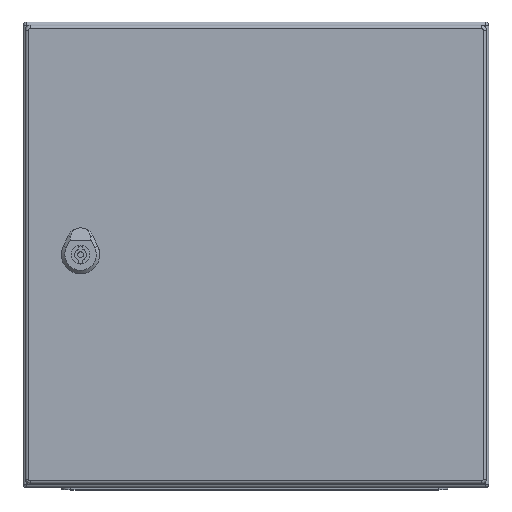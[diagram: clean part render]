
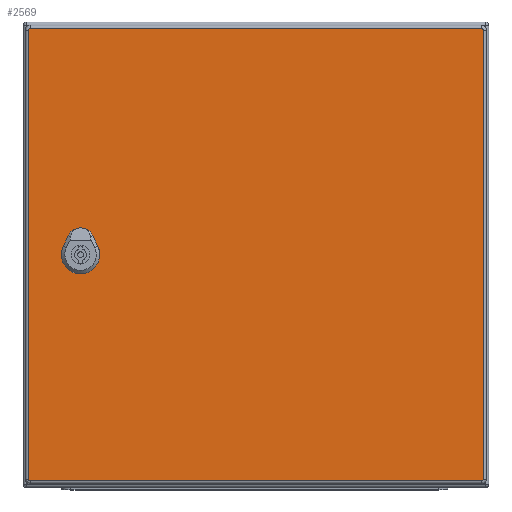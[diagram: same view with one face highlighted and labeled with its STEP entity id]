
A CAD part, top view. The second image highlights one B-rep face of the part: STEP entity #2569.
In plain terms, the highlighted face is planar.
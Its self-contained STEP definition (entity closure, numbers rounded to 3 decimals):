
#1528=FACE_BOUND('',#3881,.T.);
#1529=FACE_BOUND('',#3882,.T.);
#2119=CIRCLE('',#10564,11.25);
#2120=CIRCLE('',#10565,11.25);
#2121=CIRCLE('',#10566,11.25);
#2122=CIRCLE('',#10567,11.25);
#2123=CIRCLE('',#10568,1.4);
#2124=CIRCLE('',#10569,1.4);
#2125=CIRCLE('',#10570,1.4);
#2126=CIRCLE('',#10571,1.4);
#2569=ADVANCED_FACE('',(#1528,#1529),#2872,.F.);
#2872=PLANE('',#10572);
#3881=EDGE_LOOP('',(#5621,#5622,#5623,#5624,#5625,#5626,#5627,#5628));
#3882=EDGE_LOOP('',(#5629,#5630,#5631,#5632,#5633,#5634,#5635,#5636));
#5621=ORIENTED_EDGE('',*,*,#8141,.T.);
#5622=ORIENTED_EDGE('',*,*,#8142,.T.);
#5623=ORIENTED_EDGE('',*,*,#8143,.T.);
#5624=ORIENTED_EDGE('',*,*,#8144,.T.);
#5625=ORIENTED_EDGE('',*,*,#8145,.T.);
#5626=ORIENTED_EDGE('',*,*,#8146,.T.);
#5627=ORIENTED_EDGE('',*,*,#8147,.T.);
#5628=ORIENTED_EDGE('',*,*,#8148,.T.);
#5629=ORIENTED_EDGE('',*,*,#8149,.F.);
#5630=ORIENTED_EDGE('',*,*,#8150,.F.);
#5631=ORIENTED_EDGE('',*,*,#8151,.F.);
#5632=ORIENTED_EDGE('',*,*,#8152,.F.);
#5633=ORIENTED_EDGE('',*,*,#8153,.F.);
#5634=ORIENTED_EDGE('',*,*,#8154,.F.);
#5635=ORIENTED_EDGE('',*,*,#8155,.F.);
#5636=ORIENTED_EDGE('',*,*,#8156,.F.);
#7083=VERTEX_POINT('',#15685);
#7084=VERTEX_POINT('',#15686);
#7085=VERTEX_POINT('',#15688);
#7086=VERTEX_POINT('',#15690);
#7087=VERTEX_POINT('',#15692);
#7088=VERTEX_POINT('',#15694);
#7089=VERTEX_POINT('',#15696);
#7090=VERTEX_POINT('',#15698);
#7091=VERTEX_POINT('',#15701);
#7092=VERTEX_POINT('',#15702);
#7093=VERTEX_POINT('',#15704);
#7094=VERTEX_POINT('',#15706);
#7095=VERTEX_POINT('',#15708);
#7096=VERTEX_POINT('',#15710);
#7097=VERTEX_POINT('',#15712);
#7098=VERTEX_POINT('',#15714);
#8141=EDGE_CURVE('',#7083,#7084,#8971,.T.);
#8142=EDGE_CURVE('',#7084,#7085,#2119,.T.);
#8143=EDGE_CURVE('',#7085,#7086,#8972,.T.);
#8144=EDGE_CURVE('',#7086,#7087,#2120,.T.);
#8145=EDGE_CURVE('',#7087,#7088,#8973,.T.);
#8146=EDGE_CURVE('',#7088,#7089,#2121,.T.);
#8147=EDGE_CURVE('',#7089,#7090,#8974,.T.);
#8148=EDGE_CURVE('',#7090,#7083,#2122,.T.);
#8149=EDGE_CURVE('',#7091,#7092,#2123,.T.);
#8150=EDGE_CURVE('',#7093,#7091,#8975,.T.);
#8151=EDGE_CURVE('',#7094,#7093,#2124,.T.);
#8152=EDGE_CURVE('',#7095,#7094,#8976,.T.);
#8153=EDGE_CURVE('',#7096,#7095,#2125,.T.);
#8154=EDGE_CURVE('',#7097,#7096,#8977,.T.);
#8155=EDGE_CURVE('',#7098,#7097,#2126,.T.);
#8156=EDGE_CURVE('',#7092,#7098,#8978,.T.);
#8971=LINE('',#15684,#9657);
#8972=LINE('',#15689,#9658);
#8973=LINE('',#15693,#9659);
#8974=LINE('',#15697,#9660);
#8975=LINE('',#15703,#9661);
#8976=LINE('',#15707,#9662);
#8977=LINE('',#15711,#9663);
#8978=LINE('',#15715,#9664);
#9657=VECTOR('',#12669,1.);
#9658=VECTOR('',#12672,1.);
#9659=VECTOR('',#12675,1.);
#9660=VECTOR('',#12678,1.);
#9661=VECTOR('',#12683,1.);
#9662=VECTOR('',#12686,1.);
#9663=VECTOR('',#12689,1.);
#9664=VECTOR('',#12692,1.);
#10564=AXIS2_PLACEMENT_3D('',#15687,#12670,#12671);
#10565=AXIS2_PLACEMENT_3D('',#15691,#12673,#12674);
#10566=AXIS2_PLACEMENT_3D('',#15695,#12676,#12677);
#10567=AXIS2_PLACEMENT_3D('',#15699,#12679,#12680);
#10568=AXIS2_PLACEMENT_3D('',#15700,#12681,#12682);
#10569=AXIS2_PLACEMENT_3D('',#15705,#12684,#12685);
#10570=AXIS2_PLACEMENT_3D('',#15709,#12687,#12688);
#10571=AXIS2_PLACEMENT_3D('',#15713,#12690,#12691);
#10572=AXIS2_PLACEMENT_3D('',#15716,#12693,#12694);
#12669=DIRECTION('',(-1.,0.,0.));
#12670=DIRECTION('',(0.,0.,1.));
#12671=DIRECTION('',(1.,0.,0.));
#12672=DIRECTION('',(0.,-1.,0.));
#12673=DIRECTION('',(0.,0.,1.));
#12674=DIRECTION('',(1.,0.,0.));
#12675=DIRECTION('',(1.,0.,0.));
#12676=DIRECTION('',(0.,0.,1.));
#12677=DIRECTION('',(1.,0.,0.));
#12678=DIRECTION('',(0.,1.,0.));
#12679=DIRECTION('',(0.,0.,1.));
#12680=DIRECTION('',(1.,0.,0.));
#12681=DIRECTION('',(0.,0.,1.));
#12682=DIRECTION('',(1.,0.,0.));
#12683=DIRECTION('',(0.,-1.,0.));
#12684=DIRECTION('',(0.,0.,1.));
#12685=DIRECTION('',(1.,0.,0.));
#12686=DIRECTION('',(-1.,0.,0.));
#12687=DIRECTION('',(0.,0.,1.));
#12688=DIRECTION('',(1.,0.,0.));
#12689=DIRECTION('',(0.,1.,0.));
#12690=DIRECTION('',(0.,0.,1.));
#12691=DIRECTION('',(1.,0.,0.));
#12692=DIRECTION('',(1.,0.,0.));
#12693=DIRECTION('',(0.,0.,1.));
#12694=DIRECTION('',(1.,0.,0.));
#15684=CARTESIAN_POINT('',(-193.95,10.2,0.));
#15685=CARTESIAN_POINT('',(155.396,10.2,0.));
#15686=CARTESIAN_POINT('',(145.904,10.2,0.));
#15687=CARTESIAN_POINT('',(150.65,0.,0.));
#15688=CARTESIAN_POINT('',(140.45,4.746,0.));
#15689=CARTESIAN_POINT('',(140.45,193.,0.));
#15690=CARTESIAN_POINT('',(140.45,-4.746,0.));
#15691=CARTESIAN_POINT('',(150.65,0.,0.));
#15692=CARTESIAN_POINT('',(145.904,-10.2,0.));
#15693=CARTESIAN_POINT('',(-193.95,-10.2,0.));
#15694=CARTESIAN_POINT('',(155.396,-10.2,0.));
#15695=CARTESIAN_POINT('',(150.65,0.,0.));
#15696=CARTESIAN_POINT('',(160.85,-4.746,0.));
#15697=CARTESIAN_POINT('',(160.85,193.,0.));
#15698=CARTESIAN_POINT('',(160.85,4.746,0.));
#15699=CARTESIAN_POINT('',(150.65,0.,0.));
#15700=CARTESIAN_POINT('',(-193.95,-193.,0.));
#15701=CARTESIAN_POINT('',(-195.35,-193.,0.));
#15702=CARTESIAN_POINT('',(-193.95,-194.4,0.));
#15703=CARTESIAN_POINT('',(-195.35,193.,0.));
#15704=CARTESIAN_POINT('',(-195.35,193.,0.));
#15705=CARTESIAN_POINT('',(-193.95,193.,0.));
#15706=CARTESIAN_POINT('',(-193.95,194.4,0.));
#15707=CARTESIAN_POINT('',(193.95,194.4,0.));
#15708=CARTESIAN_POINT('',(193.95,194.4,0.));
#15709=CARTESIAN_POINT('',(193.95,193.,0.));
#15710=CARTESIAN_POINT('',(195.35,193.,0.));
#15711=CARTESIAN_POINT('',(195.35,-193.,0.));
#15712=CARTESIAN_POINT('',(195.35,-193.,0.));
#15713=CARTESIAN_POINT('',(193.95,-193.,0.));
#15714=CARTESIAN_POINT('',(193.95,-194.4,0.));
#15715=CARTESIAN_POINT('',(-193.95,-194.4,0.));
#15716=CARTESIAN_POINT('',(-193.95,193.,0.));
